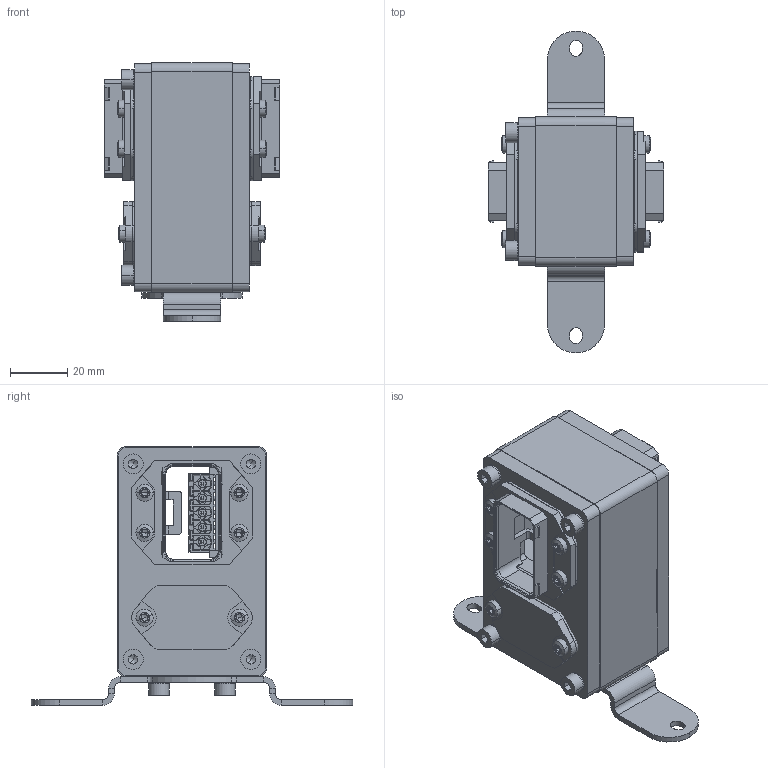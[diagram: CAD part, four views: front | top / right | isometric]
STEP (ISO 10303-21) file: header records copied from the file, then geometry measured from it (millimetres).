
FILE_DESCRIPTION(('CATIA V5 STEP Exchange','CAx-IF Rec.Pracs.--- Model Styling and Organization---1.4--- 2014-01-23'),'2;1');
FILE_NAME ('012906-2_0', '2021-10-20T06:43:58+00:00', ('none'), ('Weidmueller'), 'CATIA Version 5-6 Release 2016 SP3 HF44', 'CATIA V5 STEP AP214', 'none');
FILE_SCHEMA(('AUTOMOTIVE_DESIGN { 1 0 10303 214 1 1 1 1 }'));
Products named in the file (1): 1397690000
Bounding box: 61 x 112 x 90 mm (x, y, z)
Volume: 104926.7 mm3; surface area: 78935.5 mm2
Topology: 59 solids, 60 shells, 2379 faces, 6437 edges, 4210 vertices
Faces by surface type: plane 1306, cylinder 717, extrusion 188, cone 88, sphere 64, torus 16
Entity records: 92228 total; most frequent: CARTESIAN_POINT 36464, ORIENTED_EDGE 12746, DIRECTION 8933, EDGE_CURVE 6373, VERTEX_POINT 4210, VECTOR 4085, LINE 3897, AXIS2_PLACEMENT_3D 3056
